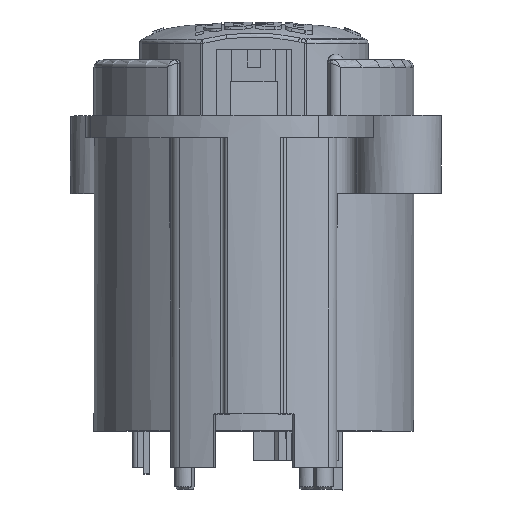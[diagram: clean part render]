
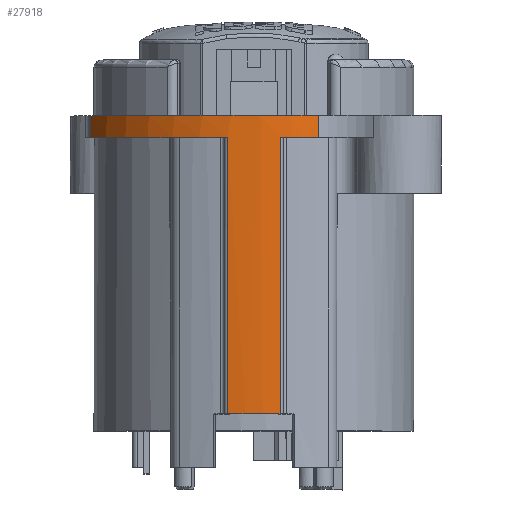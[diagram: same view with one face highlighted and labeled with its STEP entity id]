
A CAD part, top view. The second image highlights one B-rep face of the part: STEP entity #27918.
In plain terms, the highlighted cylindrical face has radius 12.5 mm (diameter 25 mm), a partial arc.
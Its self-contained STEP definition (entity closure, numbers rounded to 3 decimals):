
#8940=CARTESIAN_POINT('',(0.,32.352,
12.5));
#8941=DIRECTION('',(0.,-1.,0.));
#8942=DIRECTION('',(-0.143,0.,0.99));
#8943=AXIS2_PLACEMENT_3D('',#8940,#8941,#8942);
#8945=DIRECTION('',(0.,1.,0.));
#8946=VECTOR('',#8945,1.5);
#8947=CARTESIAN_POINT('',(-11.1,32.352,18.248));
#8948=LINE('',#8947,#8946);
#8949=CARTESIAN_POINT('',(0.,33.852,
12.5));
#8950=DIRECTION('',(0.,1.,0.));
#8951=DIRECTION('',(-0.888,0.,0.46));
#8952=AXIS2_PLACEMENT_3D('',#8949,#8950,#8951);
#8954=DIRECTION('',(0.,-1.,0.));
#8955=VECTOR('',#8954,1.5);
#8956=CARTESIAN_POINT('',(4.392,33.852,24.203));
#8957=LINE('',#8956,#8955);
#8958=DIRECTION('',(0.,-1.,0.));
#8959=VECTOR('',#8958,18.85);
#8960=CARTESIAN_POINT('',(1.786,32.352,24.872));
#8961=LINE('',#8960,#8959);
#9689=CARTESIAN_POINT('',(0.,32.352,
12.5));
#9690=DIRECTION('',(0.,1.,0.));
#9691=DIRECTION('',(0.143,0.,0.99));
#9692=AXIS2_PLACEMENT_3D('',#9689,#9690,#9691);
#10030=CARTESIAN_POINT('',(0.,13.502,
12.5));
#10031=DIRECTION('',(0.,1.,0.));
#10032=DIRECTION('',(-0.143,0.,0.99));
#10033=AXIS2_PLACEMENT_3D('',#10030,#10031,#10032);
#10134=DIRECTION('',(0.,-1.,0.));
#10135=VECTOR('',#10134,18.85);
#10136=CARTESIAN_POINT('',(-1.786,32.352,
24.872));
#10137=LINE('',#10136,#10135);
#14586=CARTESIAN_POINT('',(1.786,32.352,24.872));
#14587=CARTESIAN_POINT('',(4.392,32.352,24.203));
#14588=VERTEX_POINT('',#14586);
#14589=VERTEX_POINT('',#14587);
#14602=CARTESIAN_POINT('',(-1.786,13.502,
24.872));
#14603=VERTEX_POINT('',#14602);
#14604=CARTESIAN_POINT('',(1.786,13.502,24.872));
#14605=VERTEX_POINT('',#14604);
#14664=CARTESIAN_POINT('',(-1.786,32.352,
24.872));
#14665=VERTEX_POINT('',#14664);
#14666=CARTESIAN_POINT('',(4.392,33.852,24.203));
#14667=VERTEX_POINT('',#14666);
#15101=CARTESIAN_POINT('',(-11.1,32.352,
18.248));
#15103=VERTEX_POINT('',#15101);
#15503=CARTESIAN_POINT('',(-11.1,33.852,
18.248));
#15505=VERTEX_POINT('',#15503);
#27898=CARTESIAN_POINT('',(0.,37.352,
12.5));
#27899=DIRECTION('',(0.,-1.,0.));
#27900=DIRECTION('',(-0.888,0.,0.46));
#27901=AXIS2_PLACEMENT_3D('',#27898,#27899,#27900);
#27902=CYLINDRICAL_SURFACE('',#27901,12.5);
#27903=ORIENTED_EDGE('',*,*,#27828,.T.);
#27904=ORIENTED_EDGE('',*,*,#27891,.T.);
#27905=ORIENTED_EDGE('',*,*,#27065,.T.);
#27907=ORIENTED_EDGE('',*,*,#27906,.T.);
#27909=ORIENTED_EDGE('',*,*,#27908,.F.);
#27911=ORIENTED_EDGE('',*,*,#27910,.T.);
#27913=ORIENTED_EDGE('',*,*,#27912,.F.);
#27915=ORIENTED_EDGE('',*,*,#27914,.F.);
#27916=EDGE_LOOP('',(#27903,#27904,#27905,#27907,#27909,#27911,#27913,#27915));
#27917=FACE_OUTER_BOUND('',#27916,.F.);
#8944=CIRCLE('',#8943,12.5);
#8953=CIRCLE('',#8952,12.5);
#9693=CIRCLE('',#9692,12.5);
#10034=CIRCLE('',#10033,12.5);
#27065=EDGE_CURVE('',#15505,#14667,#8953,.T.);
#27828=EDGE_CURVE('',#14665,#15103,#8944,.T.);
#27891=EDGE_CURVE('',#15103,#15505,#8948,.T.);
#27906=EDGE_CURVE('',#14667,#14589,#8957,.T.);
#27908=EDGE_CURVE('',#14588,#14589,#9693,.T.);
#27910=EDGE_CURVE('',#14588,#14605,#8961,.T.);
#27912=EDGE_CURVE('',#14603,#14605,#10034,.T.);
#27914=EDGE_CURVE('',#14665,#14603,#10137,.T.);
#27918=ADVANCED_FACE('',(#27917),#27902,.T.);
